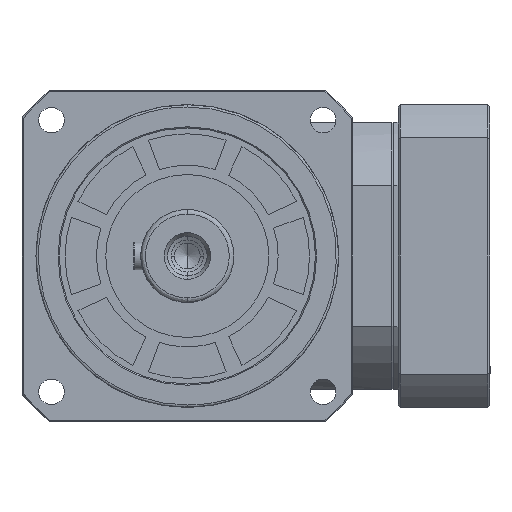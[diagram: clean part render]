
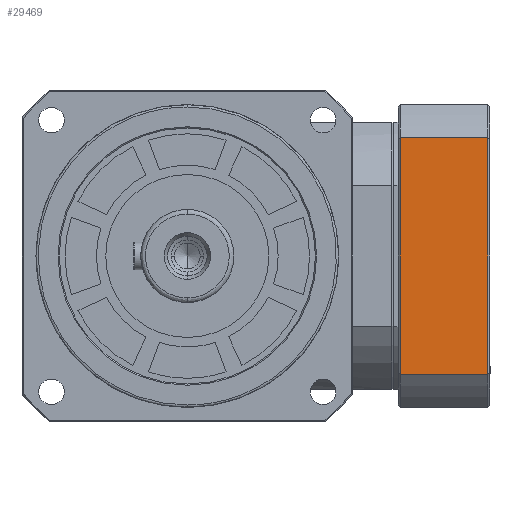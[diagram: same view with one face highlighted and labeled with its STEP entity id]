
A CAD part, left-side view. The second image highlights one B-rep face of the part: STEP entity #29469.
In plain terms, the highlighted face is planar.
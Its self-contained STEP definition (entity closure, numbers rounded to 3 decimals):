
#503 = CARTESIAN_POINT ( 'NONE',  ( 25.403, 65., 46. ) ) ;
#1506 = FACE_OUTER_BOUND ( 'NONE', #26388, .T. ) ;
#3270 = ORIENTED_EDGE ( 'NONE', *, *, #26134, .F. ) ;
#3946 = LINE ( 'NONE', #21504, #19929 ) ;
#5537 = DIRECTION ( 'NONE',  ( 1., 0., 0. ) ) ;
#5851 = EDGE_CURVE ( 'NONE', #27345, #10985, #3946, .T. ) ;
#6888 = DIRECTION ( 'NONE',  ( 0., -1., 0. ) ) ;
#8903 = EDGE_CURVE ( 'NONE', #25596, #18109, #25546, .T. ) ;
#9142 = CARTESIAN_POINT ( 'NONE',  ( 50.806, 65., 8.5 ) ) ;
#10004 = DIRECTION ( 'NONE',  ( 0., 0., -1. ) ) ;
#10482 = ORIENTED_EDGE ( 'NONE', *, *, #27184, .F. ) ;
#10985 = VERTEX_POINT ( 'NONE', #14371 ) ;
#11554 = PLANE ( 'NONE',  #15969 ) ;
#13214 = VECTOR ( 'NONE', #10004, 1000. ) ;
#14371 = CARTESIAN_POINT ( 'NONE',  ( 50.806, 65., 46. ) ) ;
#15031 = CARTESIAN_POINT ( 'NONE',  ( 50.806, 65., 8.5 ) ) ;
#15969 = AXIS2_PLACEMENT_3D ( 'NONE', #21027, #6888, #23312 ) ;
#16289 = LINE ( 'NONE', #503, #27855 ) ;
#17416 = DIRECTION ( 'NONE',  ( 0., 0., 1. ) ) ;
#17994 = VECTOR ( 'NONE', #5537, 1000. ) ;
#18109 = VERTEX_POINT ( 'NONE', #30156 ) ;
#19929 = VECTOR ( 'NONE', #17416, 1000. ) ;
#21027 = CARTESIAN_POINT ( 'NONE',  ( 50.806, 65., 47. ) ) ;
#21504 = CARTESIAN_POINT ( 'NONE',  ( 50.806, 65., 47. ) ) ;
#21960 = DIRECTION ( 'NONE',  ( -1., 0., 0. ) ) ;
#23312 = DIRECTION ( 'NONE',  ( 1., 0., 0. ) ) ;
#24143 = LINE ( 'NONE', #15031, #17994 ) ;
#24574 = ORIENTED_EDGE ( 'NONE', *, *, #8903, .F. ) ;
#25546 = LINE ( 'NONE', #26258, #13214 ) ;
#25596 = VERTEX_POINT ( 'NONE', #27277 ) ;
#26134 = EDGE_CURVE ( 'NONE', #10985, #25596, #16289, .T. ) ;
#26258 = CARTESIAN_POINT ( 'NONE',  ( -50.806, 65., 0. ) ) ;
#26388 = EDGE_LOOP ( 'NONE', ( #24574, #3270, #27456, #10482 ) ) ;
#27184 = EDGE_CURVE ( 'NONE', #18109, #27345, #24143, .T. ) ;
#27277 = CARTESIAN_POINT ( 'NONE',  ( -50.806, 65., 46. ) ) ;
#27345 = VERTEX_POINT ( 'NONE', #9142 ) ;
#27456 = ORIENTED_EDGE ( 'NONE', *, *, #5851, .F. ) ;
#27855 = VECTOR ( 'NONE', #21960, 1000. ) ;
#29469 = ADVANCED_FACE ( 'NONE', ( #1506 ), #11554, .F. ) ;
#30156 = CARTESIAN_POINT ( 'NONE',  ( -50.806, 65., 8.5 ) ) ;
